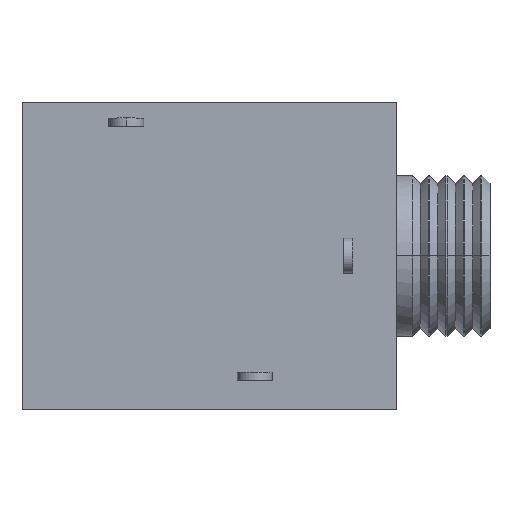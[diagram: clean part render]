
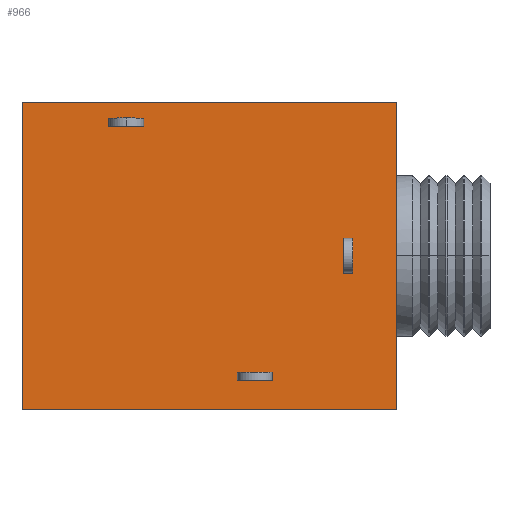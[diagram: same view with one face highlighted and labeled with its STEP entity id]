
A CAD part, top view. The second image highlights one B-rep face of the part: STEP entity #966.
In plain terms, the highlighted planar face has unit normal (0, 0, 1).
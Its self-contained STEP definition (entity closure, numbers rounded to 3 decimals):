
#867 = VERTEX_POINT ( 'NONE', #1878 ) ;
#912 = EDGE_LOOP ( 'NONE', ( #927, #1072, #1010, #1064 ) ) ;
#913 = EDGE_LOOP ( 'NONE', ( #916, #915, #918, #961 ) ) ;
#914 = EDGE_CURVE ( 'NONE', #917, #965, #1981, .T. ) ;
#915 = ORIENTED_EDGE ( 'NONE', *, *, #914, .F. ) ;
#916 = ORIENTED_EDGE ( 'NONE', *, *, #964, .F. ) ;
#917 = VERTEX_POINT ( 'NONE', #2016 ) ;
#918 = ORIENTED_EDGE ( 'NONE', *, *, #919, .F. ) ;
#919 = EDGE_CURVE ( 'NONE', #920, #917, #1993, .T. ) ;
#920 = VERTEX_POINT ( 'NONE', #2017 ) ;
#921 = VERTEX_POINT ( 'NONE', #2026 ) ;
#922 = VERTEX_POINT ( 'NONE', #2023 ) ;
#923 = VERTEX_POINT ( 'NONE', #1990 ) ;
#924 = EDGE_CURVE ( 'NONE', #956, #920, #1989, .T. ) ;
#925 = EDGE_CURVE ( 'NONE', #988, #922, #2000, .T. ) ;
#926 = EDGE_LOOP ( 'NONE', ( #967, #959, #982, #991 ) ) ;
#927 = ORIENTED_EDGE ( 'NONE', *, *, #939, .F. ) ;
#939 = EDGE_CURVE ( 'NONE', #1001, #999, #2021, .T. ) ;
#954 = ORIENTED_EDGE ( 'NONE', *, *, #963, .F. ) ;
#955 = EDGE_CURVE ( 'NONE', #867, #957, #2059, .T. ) ;
#956 = VERTEX_POINT ( 'NONE', #2061 ) ;
#957 = VERTEX_POINT ( 'NONE', #2057 ) ;
#958 = EDGE_LOOP ( 'NONE', ( #993, #994, #984, #962, #954 ) ) ;
#959 = ORIENTED_EDGE ( 'NONE', *, *, #925, .F. ) ;
#960 = EDGE_CURVE ( 'NONE', #980, #867, #2049, .T. ) ;
#961 = ORIENTED_EDGE ( 'NONE', *, *, #924, .F. ) ;
#962 = ORIENTED_EDGE ( 'NONE', *, *, #960, .F. ) ;
#963 = EDGE_CURVE ( 'NONE', #992, #980, #2033, .T. ) ;
#964 = EDGE_CURVE ( 'NONE', #965, #956, #1970, .T. ) ;
#965 = VERTEX_POINT ( 'NONE', #2008 ) ;
#966 = ADVANCED_FACE ( 'NONE', ( #2007, #1983, #2036, #2051 ), #2067, .F. ) ;
#967 = ORIENTED_EDGE ( 'NONE', *, *, #989, .F. ) ;
#979 = EDGE_CURVE ( 'NONE', #921, #988, #2127, .T. ) ;
#980 = VERTEX_POINT ( 'NONE', #2110 ) ;
#981 = VERTEX_POINT ( 'NONE', #2109 ) ;
#982 = ORIENTED_EDGE ( 'NONE', *, *, #979, .F. ) ;
#983 = EDGE_CURVE ( 'NONE', #923, #921, #2117, .T. ) ;
#984 = ORIENTED_EDGE ( 'NONE', *, *, #955, .F. ) ;
#986 = EDGE_CURVE ( 'NONE', #992, #981, #2118, .T. ) ;
#988 = VERTEX_POINT ( 'NONE', #2119 ) ;
#989 = EDGE_CURVE ( 'NONE', #922, #923, #2122, .T. ) ;
#991 = ORIENTED_EDGE ( 'NONE', *, *, #983, .F. ) ;
#992 = VERTEX_POINT ( 'NONE', #2064 ) ;
#993 = ORIENTED_EDGE ( 'NONE', *, *, #986, .T. ) ;
#994 = ORIENTED_EDGE ( 'NONE', *, *, #995, .T. ) ;
#995 = EDGE_CURVE ( 'NONE', #981, #957, #2101, .T. ) ;
#999 = VERTEX_POINT ( 'NONE', #2143 ) ;
#1001 = VERTEX_POINT ( 'NONE', #2167 ) ;
#1010 = ORIENTED_EDGE ( 'NONE', *, *, #1093, .F. ) ;
#1011 = EDGE_CURVE ( 'NONE', #999, #1013, #2053, .T. ) ;
#1013 = VERTEX_POINT ( 'NONE', #2140 ) ;
#1030 = VERTEX_POINT ( 'NONE', #2253 ) ;
#1064 = ORIENTED_EDGE ( 'NONE', *, *, #1011, .F. ) ;
#1072 = ORIENTED_EDGE ( 'NONE', *, *, #1097, .F. ) ;
#1093 = EDGE_CURVE ( 'NONE', #1013, #1030, #2281, .T. ) ;
#1097 = EDGE_CURVE ( 'NONE', #1030, #1001, #2329, .T. ) ;
#1878 = CARTESIAN_POINT ( 'NONE',  ( -3.5, 0., 3. ) ) ;
#1970 = LINE ( 'NONE', #1980, #1979 ) ;
#1972 = DIRECTION ( 'NONE',  ( -1., 0., 0. ) ) ;
#1973 = VECTOR ( 'NONE', #1972, 1000. ) ;
#1974 = CARTESIAN_POINT ( 'NONE',  ( -14.25, 5.15, 3. ) ) ;
#1978 = DIRECTION ( 'NONE',  ( 0., -1., 0. ) ) ;
#1979 = VECTOR ( 'NONE', #1978, 1000. ) ;
#1980 = CARTESIAN_POINT ( 'NONE',  ( -14.25, 5.15, 3. ) ) ;
#1981 = LINE ( 'NONE', #1974, #1973 ) ;
#1983 = FACE_OUTER_BOUND ( 'NONE', #958, .T. ) ;
#1988 = CARTESIAN_POINT ( 'NONE',  ( -14.25, 4.85, 3. ) ) ;
#1989 = LINE ( 'NONE', #1988, #2005 ) ;
#1990 = CARTESIAN_POINT ( 'NONE',  ( -9.45, -4.65, 3. ) ) ;
#1992 = CARTESIAN_POINT ( 'NONE',  ( -12.95, 5.15, 3. ) ) ;
#1993 = LINE ( 'NONE', #1992, #2025 ) ;
#1994 = DIRECTION ( 'NONE',  ( -1., 0., 0. ) ) ;
#1995 = VECTOR ( 'NONE', #1994, 1000. ) ;
#1997 = DIRECTION ( 'NONE',  ( -1., 0., 0. ) ) ;
#1998 = VECTOR ( 'NONE', #1997, 1000. ) ;
#1999 = CARTESIAN_POINT ( 'NONE',  ( -9.45, -4.35, 3. ) ) ;
#2000 = LINE ( 'NONE', #1999, #1998 ) ;
#2004 = DIRECTION ( 'NONE',  ( 1., 0., 0. ) ) ;
#2005 = VECTOR ( 'NONE', #2004, 1000. ) ;
#2007 = FACE_BOUND ( 'NONE', #926, .T. ) ;
#2008 = CARTESIAN_POINT ( 'NONE',  ( -14.25, 5.15, 3. ) ) ;
#2016 = CARTESIAN_POINT ( 'NONE',  ( -12.95, 5.15, 3. ) ) ;
#2017 = CARTESIAN_POINT ( 'NONE',  ( -12.95, 4.85, 3. ) ) ;
#2020 = CARTESIAN_POINT ( 'NONE',  ( -5.475, 0.65, 3. ) ) ;
#2021 = LINE ( 'NONE', #2020, #1995 ) ;
#2023 = CARTESIAN_POINT ( 'NONE',  ( -9.45, -4.35, 3. ) ) ;
#2024 = DIRECTION ( 'NONE',  ( 0., 1., 0. ) ) ;
#2025 = VECTOR ( 'NONE', #2024, 1000. ) ;
#2026 = CARTESIAN_POINT ( 'NONE',  ( -8.15, -4.65, 3. ) ) ;
#2032 = CARTESIAN_POINT ( 'NONE',  ( -3.5, 5.75, 3. ) ) ;
#2033 = LINE ( 'NONE', #2032, #2046 ) ;
#2034 = DIRECTION ( 'NONE',  ( 0., -1., 0. ) ) ;
#2035 = VECTOR ( 'NONE', #2034, 1000. ) ;
#2036 = FACE_BOUND ( 'NONE', #913, .T. ) ;
#2045 = DIRECTION ( 'NONE',  ( 1., 0., 0. ) ) ;
#2046 = VECTOR ( 'NONE', #2045, 1000. ) ;
#2048 = CARTESIAN_POINT ( 'NONE',  ( -3.5, 5.75, 3. ) ) ;
#2049 = LINE ( 'NONE', #2048, #2035 ) ;
#2051 = FACE_BOUND ( 'NONE', #912, .T. ) ;
#2052 = CARTESIAN_POINT ( 'NONE',  ( -5.475, 0.65, 3. ) ) ;
#2053 = LINE ( 'NONE', #2052, #2096 ) ;
#2055 = DIRECTION ( 'NONE',  ( 0., -1., 0. ) ) ;
#2056 = VECTOR ( 'NONE', #2055, 1000. ) ;
#2057 = CARTESIAN_POINT ( 'NONE',  ( -3.5, -5.75, 3. ) ) ;
#2058 = CARTESIAN_POINT ( 'NONE',  ( -3.5, 5.75, 3. ) ) ;
#2059 = LINE ( 'NONE', #2058, #2056 ) ;
#2061 = CARTESIAN_POINT ( 'NONE',  ( -14.25, 4.85, 3. ) ) ;
#2064 = CARTESIAN_POINT ( 'NONE',  ( -17.5, 5.75, 3. ) ) ;
#2067 = PLANE ( 'NONE',  #2073 ) ;
#2070 = DIRECTION ( 'NONE',  ( -1., 0., 0. ) ) ;
#2071 = DIRECTION ( 'NONE',  ( 0., 0., -1. ) ) ;
#2072 = CARTESIAN_POINT ( 'NONE',  ( -3.5, 5.75, 3. ) ) ;
#2073 = AXIS2_PLACEMENT_3D ( 'NONE', #2072, #2071, #2070 ) ;
#2088 = DIRECTION ( 'NONE',  ( 0., -1., 0. ) ) ;
#2096 = VECTOR ( 'NONE', #2088, 1000. ) ;
#2098 = DIRECTION ( 'NONE',  ( 1., 0., 0. ) ) ;
#2099 = VECTOR ( 'NONE', #2098, 1000. ) ;
#2100 = CARTESIAN_POINT ( 'NONE',  ( -3.5, -5.75, 3. ) ) ;
#2101 = LINE ( 'NONE', #2100, #2099 ) ;
#2102 = DIRECTION ( 'NONE',  ( 0., -1., 0. ) ) ;
#2105 = DIRECTION ( 'NONE',  ( 0., -1., 0. ) ) ;
#2106 = VECTOR ( 'NONE', #2105, 1000. ) ;
#2107 = CARTESIAN_POINT ( 'NONE',  ( -17.5, 5.75, 3. ) ) ;
#2109 = CARTESIAN_POINT ( 'NONE',  ( -17.5, -5.75, 3. ) ) ;
#2110 = CARTESIAN_POINT ( 'NONE',  ( -3.5, 5.75, 3. ) ) ;
#2111 = DIRECTION ( 'NONE',  ( 0., 1., 0. ) ) ;
#2112 = VECTOR ( 'NONE', #2111, 1000. ) ;
#2113 = CARTESIAN_POINT ( 'NONE',  ( -8.15, -4.35, 3. ) ) ;
#2116 = CARTESIAN_POINT ( 'NONE',  ( -9.45, -4.65, 3. ) ) ;
#2117 = LINE ( 'NONE', #2116, #2126 ) ;
#2118 = LINE ( 'NONE', #2107, #2106 ) ;
#2119 = CARTESIAN_POINT ( 'NONE',  ( -8.15, -4.35, 3. ) ) ;
#2120 = VECTOR ( 'NONE', #2102, 1000. ) ;
#2121 = CARTESIAN_POINT ( 'NONE',  ( -9.45, -4.35, 3. ) ) ;
#2122 = LINE ( 'NONE', #2121, #2120 ) ;
#2125 = DIRECTION ( 'NONE',  ( 1., 0., 0. ) ) ;
#2126 = VECTOR ( 'NONE', #2125, 1000. ) ;
#2127 = LINE ( 'NONE', #2113, #2112 ) ;
#2140 = CARTESIAN_POINT ( 'NONE',  ( -5.475, -0.65, 3. ) ) ;
#2143 = CARTESIAN_POINT ( 'NONE',  ( -5.475, 0.65, 3. ) ) ;
#2167 = CARTESIAN_POINT ( 'NONE',  ( -5.125, 0.65, 3. ) ) ;
#2253 = CARTESIAN_POINT ( 'NONE',  ( -5.125, -0.65, 3. ) ) ;
#2280 = CARTESIAN_POINT ( 'NONE',  ( -5.475, -0.65, 3. ) ) ;
#2281 = LINE ( 'NONE', #2280, #2285 ) ;
#2285 = VECTOR ( 'NONE', #2287, 1000. ) ;
#2287 = DIRECTION ( 'NONE',  ( 1., 0., 0. ) ) ;
#2329 = LINE ( 'NONE', #2331, #2335 ) ;
#2331 = CARTESIAN_POINT ( 'NONE',  ( -5.125, 0.65, 3. ) ) ;
#2334 = DIRECTION ( 'NONE',  ( 0., 1., 0. ) ) ;
#2335 = VECTOR ( 'NONE', #2334, 1000. ) ;
